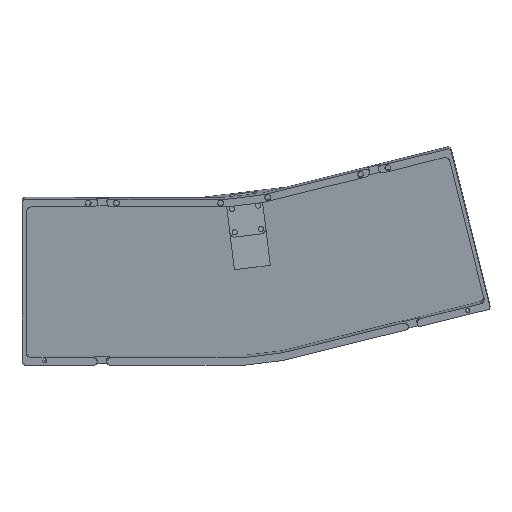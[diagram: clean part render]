
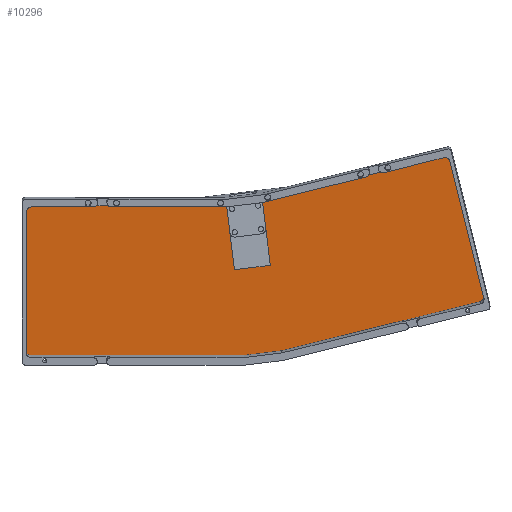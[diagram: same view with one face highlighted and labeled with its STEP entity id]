
A CAD part, top view. The second image highlights one B-rep face of the part: STEP entity #10296.
In plain terms, the highlighted face is planar.
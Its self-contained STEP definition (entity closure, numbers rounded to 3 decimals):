
#1546=LINE('',#18034,#2437);
#1548=LINE('',#18038,#2439);
#1549=LINE('',#18041,#2440);
#1556=LINE('',#18067,#2447);
#1557=LINE('',#18069,#2448);
#1558=LINE('',#18071,#2449);
#1559=LINE('',#18075,#2450);
#1560=LINE('',#18079,#2451);
#1561=LINE('',#18081,#2452);
#1562=LINE('',#18083,#2453);
#1563=LINE('',#18087,#2454);
#1564=LINE('',#18091,#2455);
#1565=LINE('',#18093,#2456);
#1566=LINE('',#18094,#2457);
#2437=VECTOR('',#12317,10.);
#2439=VECTOR('',#12321,10.);
#2440=VECTOR('',#12324,10.);
#2447=VECTOR('',#12359,10.);
#2448=VECTOR('',#12360,10.);
#2449=VECTOR('',#12361,10.);
#2450=VECTOR('',#12364,10.);
#2451=VECTOR('',#12367,10.);
#2452=VECTOR('',#12368,10.);
#2453=VECTOR('',#12369,10.);
#2454=VECTOR('',#12372,10.);
#2455=VECTOR('',#12375,10.);
#2456=VECTOR('',#12376,10.);
#2457=VECTOR('',#12377,10.);
#3128=FACE_OUTER_BOUND('',#3711,.T.);
#3711=EDGE_LOOP('',(#8939,#8940,#8941,#8942,#8943,#8944,#8945,#8946,#8947,
#8948,#8949,#8950,#8951,#8952,#8953,#8954,#8955,#8956));
#3900=CIRCLE('',#10786,2.5);
#3901=CIRCLE('',#10787,2.5);
#3902=CIRCLE('',#10788,2.5);
#3903=CIRCLE('',#10789,2.5);
#4806=VERTEX_POINT('',#18030);
#4807=VERTEX_POINT('',#18032);
#4808=VERTEX_POINT('',#18036);
#4809=VERTEX_POINT('',#18040);
#4814=VERTEX_POINT('',#18066);
#4815=VERTEX_POINT('',#18068);
#4816=VERTEX_POINT('',#18070);
#4817=VERTEX_POINT('',#18072);
#4818=VERTEX_POINT('',#18074);
#4819=VERTEX_POINT('',#18076);
#4820=VERTEX_POINT('',#18078);
#4821=VERTEX_POINT('',#18080);
#4822=VERTEX_POINT('',#18082);
#4823=VERTEX_POINT('',#18084);
#4824=VERTEX_POINT('',#18086);
#4825=VERTEX_POINT('',#18088);
#4826=VERTEX_POINT('',#18090);
#4827=VERTEX_POINT('',#18092);
#6218=EDGE_CURVE('',#4806,#4807,#1546,.T.);
#6220=EDGE_CURVE('',#4807,#4808,#1548,.T.);
#6221=EDGE_CURVE('',#4808,#4809,#1549,.T.);
#6232=EDGE_CURVE('',#4814,#4809,#1556,.T.);
#6233=EDGE_CURVE('',#4815,#4814,#1557,.T.);
#6234=EDGE_CURVE('',#4816,#4815,#1558,.T.);
#6235=EDGE_CURVE('',#4817,#4816,#3900,.T.);
#6236=EDGE_CURVE('',#4818,#4817,#1559,.T.);
#6237=EDGE_CURVE('',#4819,#4818,#3901,.T.);
#6238=EDGE_CURVE('',#4820,#4819,#1560,.T.);
#6239=EDGE_CURVE('',#4821,#4820,#1561,.T.);
#6240=EDGE_CURVE('',#4822,#4821,#1562,.T.);
#6241=EDGE_CURVE('',#4823,#4822,#3902,.T.);
#6242=EDGE_CURVE('',#4824,#4823,#1563,.T.);
#6243=EDGE_CURVE('',#4825,#4824,#3903,.T.);
#6244=EDGE_CURVE('',#4826,#4825,#1564,.T.);
#6245=EDGE_CURVE('',#4827,#4826,#1565,.T.);
#6246=EDGE_CURVE('',#4806,#4827,#1566,.T.);
#8939=ORIENTED_EDGE('',*,*,#6221,.T.);
#8940=ORIENTED_EDGE('',*,*,#6232,.F.);
#8941=ORIENTED_EDGE('',*,*,#6233,.F.);
#8942=ORIENTED_EDGE('',*,*,#6234,.F.);
#8943=ORIENTED_EDGE('',*,*,#6235,.F.);
#8944=ORIENTED_EDGE('',*,*,#6236,.F.);
#8945=ORIENTED_EDGE('',*,*,#6237,.F.);
#8946=ORIENTED_EDGE('',*,*,#6238,.F.);
#8947=ORIENTED_EDGE('',*,*,#6239,.F.);
#8948=ORIENTED_EDGE('',*,*,#6240,.F.);
#8949=ORIENTED_EDGE('',*,*,#6241,.F.);
#8950=ORIENTED_EDGE('',*,*,#6242,.F.);
#8951=ORIENTED_EDGE('',*,*,#6243,.F.);
#8952=ORIENTED_EDGE('',*,*,#6244,.F.);
#8953=ORIENTED_EDGE('',*,*,#6245,.F.);
#8954=ORIENTED_EDGE('',*,*,#6246,.F.);
#8955=ORIENTED_EDGE('',*,*,#6218,.T.);
#8956=ORIENTED_EDGE('',*,*,#6220,.T.);
#9827=PLANE('',#10785);
#10296=ADVANCED_FACE('',(#3128),#9827,.F.);
#10785=AXIS2_PLACEMENT_3D('',#18065,#12357,#12358);
#10786=AXIS2_PLACEMENT_3D('',#18073,#12362,#12363);
#10787=AXIS2_PLACEMENT_3D('',#18077,#12365,#12366);
#10788=AXIS2_PLACEMENT_3D('',#18085,#12370,#12371);
#10789=AXIS2_PLACEMENT_3D('',#18089,#12373,#12374);
#12317=DIRECTION('',(0.122,-0.993,0.003));
#12321=DIRECTION('',(-0.992,-0.122,-0.017));
#12324=DIRECTION('',(-0.122,0.993,-0.003));
#12357=DIRECTION('center_axis',(0.018,-0.001,-1.));
#12358=DIRECTION('ref_axis',(0.,-1.,0.001));
#12359=DIRECTION('',(0.992,0.122,0.017));
#12360=DIRECTION('',(-0.122,0.993,-0.003));
#12361=DIRECTION('',(1.,0.,0.018));
#12362=DIRECTION('center_axis',(0.018,-0.001,-1.));
#12363=DIRECTION('ref_axis',(0.,1.,-0.001));
#12364=DIRECTION('',(0.,1.,-0.001));
#12365=DIRECTION('center_axis',(0.018,-0.001,-1.));
#12366=DIRECTION('ref_axis',(-1.,0.,-0.018));
#12367=DIRECTION('',(-1.,0.,-0.018));
#12368=DIRECTION('',(-0.992,-0.122,-0.017));
#12369=DIRECTION('',(-0.97,-0.242,-0.017));
#12370=DIRECTION('center_axis',(0.018,-0.001,-1.));
#12371=DIRECTION('ref_axis',(0.242,-0.97,0.005));
#12372=DIRECTION('',(0.242,-0.97,0.005));
#12373=DIRECTION('center_axis',(0.018,-0.001,-1.));
#12374=DIRECTION('ref_axis',(0.97,0.242,0.017));
#12375=DIRECTION('',(0.97,0.242,0.017));
#12376=DIRECTION('',(0.122,-0.993,0.003));
#12377=DIRECTION('',(0.992,0.122,0.017));
#18030=CARTESIAN_POINT('',(81.091,44.899,7.148));
#18032=CARTESIAN_POINT('',(85.341,10.328,7.266));
#18034=CARTESIAN_POINT('',(81.119,44.669,7.148));
#18036=CARTESIAN_POINT('',(66.386,7.997,6.937));
#18038=CARTESIAN_POINT('',(66.178,7.971,6.934));
#18040=CARTESIAN_POINT('',(62.137,42.568,6.819));
#18041=CARTESIAN_POINT('',(62.137,42.564,6.819));
#18065=CARTESIAN_POINT('Origin',(61.721,42.509,6.811));
#18066=CARTESIAN_POINT('',(61.721,42.517,6.811));
#18067=CARTESIAN_POINT('',(81.568,44.957,7.156));
#18068=CARTESIAN_POINT('',(61.721,42.509,6.811));
#18069=CARTESIAN_POINT('',(62.331,37.554,6.828));
#18070=CARTESIAN_POINT('',(-41.212,42.491,5.009));
#18071=CARTESIAN_POINT('',(61.721,42.509,6.811));
#18072=CARTESIAN_POINT('',(-43.711,39.991,4.968));
#18073=CARTESIAN_POINT('Origin',(-41.212,39.991,5.012));
#18074=CARTESIAN_POINT('',(-43.7,-35.159,5.065));
#18075=CARTESIAN_POINT('',(-43.7,-36.169,5.066));
#18076=CARTESIAN_POINT('',(-41.2,-37.659,5.112));
#18077=CARTESIAN_POINT('Origin',(-41.2,-35.159,5.108));
#18078=CARTESIAN_POINT('',(71.512,-37.639,7.085));
#18079=CARTESIAN_POINT('',(61.734,-37.641,6.914));
#18080=CARTESIAN_POINT('',(91.42,-35.191,7.431));
#18081=CARTESIAN_POINT('',(85.315,-35.942,7.325));
#18082=CARTESIAN_POINT('',(196.337,-9.009,9.234));
#18083=CARTESIAN_POINT('',(100.907,-32.823,7.594));
#18084=CARTESIAN_POINT('',(198.157,-5.978,9.262));
#18085=CARTESIAN_POINT('Origin',(195.732,-6.583,9.221));
#18086=CARTESIAN_POINT('',(179.969,66.937,8.851));
#18087=CARTESIAN_POINT('',(179.666,68.149,8.844));
#18088=CARTESIAN_POINT('',(176.938,68.757,8.795));
#18089=CARTESIAN_POINT('Origin',(177.543,66.331,8.809));
#18090=CARTESIAN_POINT('',(81.508,44.943,7.155));
#18091=CARTESIAN_POINT('',(140.685,59.71,8.172));
#18092=CARTESIAN_POINT('',(81.507,44.95,7.155));
#18093=CARTESIAN_POINT('',(82.117,39.987,7.172));
#18094=CARTESIAN_POINT('',(81.568,44.957,7.156));
